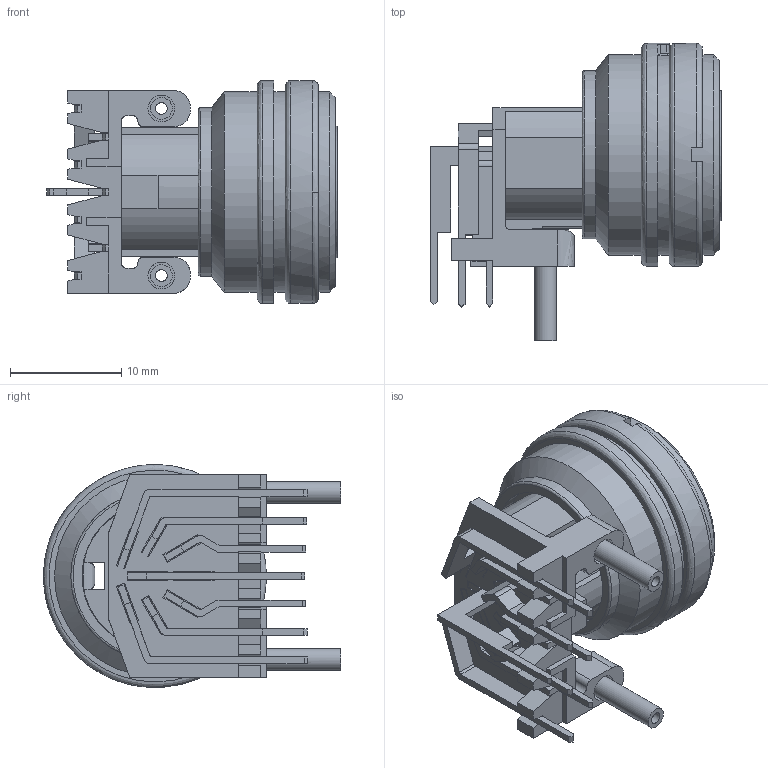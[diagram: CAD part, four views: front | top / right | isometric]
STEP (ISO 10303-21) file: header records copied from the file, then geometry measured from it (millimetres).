
FILE_DESCRIPTION((''),'2;1');
FILE_NAME('T_3507_900.stp','2011-09-28T11:26:26',( 'User'),('SDRC'),'I-DEAS Master Series 9','UNIX','Yes');
FILE_SCHEMA(('CONFIG_CONTROL_DESIGN', 'GEOMETRIC_VALIDATION_PROPERTIES_MIM','SHAPE_APPEARANCE_LAYER_MIM'));
Length unit declared in the file: millimetre
Bounding box: 26.1 x 26.65 x 19.99 mm (x, y, z)
Surface area: 5227.1 mm2 (no closed solid volume)
Topology: 0 solids, 2 shells, 531 faces, 1600 edges, 1046 vertices
Faces by surface type: bspline 531
Entity records: 18375 total; most frequent: CARTESIAN_POINT 7999, ORIENTED_EDGE 3206, EDGE_CURVE 1599, VERTEX_POINT 1047, B_SPLINE_CURVE_WITH_KNOTS 922, OVER_RIDING_STYLED_ITEM 874, EDGE_LOOP 602, FACE_OUTER_BOUND 531
